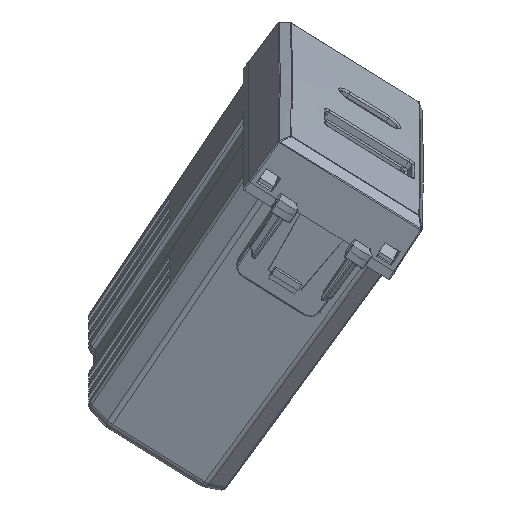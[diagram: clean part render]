
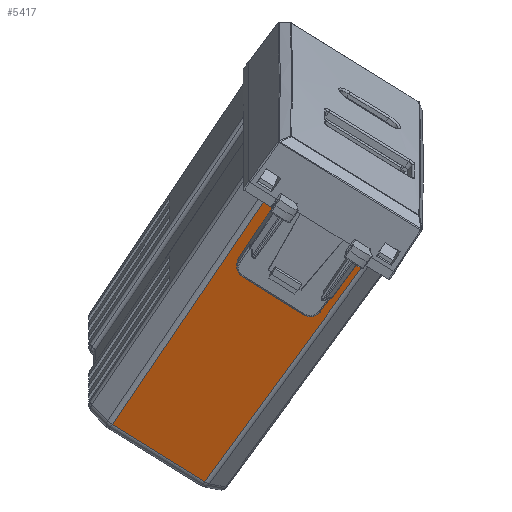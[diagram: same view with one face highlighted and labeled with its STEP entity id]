
A CAD part, front view. The second image highlights one B-rep face of the part: STEP entity #5417.
In plain terms, the highlighted face is planar.
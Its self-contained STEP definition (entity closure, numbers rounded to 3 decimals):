
#2930=CARTESIAN_POINT('Vertex',(7.047,19.863,0.983)) ;
#2933=CARTESIAN_POINT('Line Origine',(7.679,20.494,37.172)) ;
#2937=CARTESIAN_POINT('Vertex',(7.685,20.5,37.5)) ;
#3096=CARTESIAN_POINT('Line Origine',(5.092,20.5,37.5)) ;
#3100=CARTESIAN_POINT('Vertex',(2.5,20.5,37.5)) ;
#5362=CARTESIAN_POINT('Axis2P3D Location',(-11.1,20.5,37.5)) ;
#5367=CARTESIAN_POINT('Line Origine',(-5.093,20.5,37.5)) ;
#5371=CARTESIAN_POINT('Vertex',(-2.5,20.5,37.5)) ;
#5373=CARTESIAN_POINT('Vertex',(-7.685,20.5,37.5)) ;
#5376=CARTESIAN_POINT('Line Origine',(-2.5,20.469,35.75)) ;
#5380=CARTESIAN_POINT('Vertex',(-2.5,20.439,34.)) ;
#5383=CARTESIAN_POINT('Line Origine',(0.,20.439,34.)) ;
#5387=CARTESIAN_POINT('Vertex',(2.5,20.439,34.)) ;
#5390=CARTESIAN_POINT('Line Origine',(2.5,20.469,35.75)) ;
#5395=CARTESIAN_POINT('Line Origine',(0.,19.863,0.983)) ;
#5399=CARTESIAN_POINT('Vertex',(-7.048,19.863,0.983)) ;
#5402=CARTESIAN_POINT('Line Origine',(-7.367,20.181,19.241)) ;
#2934=DIRECTION('Vector Direction',(0.017,0.017,1.)) ;
#3097=DIRECTION('Vector Direction',(-1.,0.,0.)) ;
#5363=DIRECTION('Axis2P3D Direction',(0.,1.,-0.017)) ;
#5364=DIRECTION('Axis2P3D XDirection',(0.,0.017,1.)) ;
#5368=DIRECTION('Vector Direction',(-1.,0.,0.)) ;
#5377=DIRECTION('Vector Direction',(0.,-0.017,-1.)) ;
#5384=DIRECTION('Vector Direction',(1.,0.,0.)) ;
#5391=DIRECTION('Vector Direction',(0.,0.017,1.)) ;
#5396=DIRECTION('Vector Direction',(-1.,0.,0.)) ;
#5403=DIRECTION('Vector Direction',(-0.017,0.017,1.)) ;
#5365=AXIS2_PLACEMENT_3D('Plane Axis2P3D',#5362,#5363,#5364) ;
#5408=ORIENTED_EDGE('',*,*,#5375,.F.) ;
#5409=ORIENTED_EDGE('',*,*,#5382,.T.) ;
#5410=ORIENTED_EDGE('',*,*,#5389,.T.) ;
#5411=ORIENTED_EDGE('',*,*,#5394,.T.) ;
#5412=ORIENTED_EDGE('',*,*,#3102,.F.) ;
#5413=ORIENTED_EDGE('',*,*,#2939,.T.) ;
#5414=ORIENTED_EDGE('',*,*,#5401,.T.) ;
#5415=ORIENTED_EDGE('',*,*,#5406,.T.) ;
#2935=VECTOR('Line Direction',#2934,1.) ;
#3098=VECTOR('Line Direction',#3097,1.) ;
#5369=VECTOR('Line Direction',#5368,1.) ;
#5378=VECTOR('Line Direction',#5377,1.) ;
#5385=VECTOR('Line Direction',#5384,1.) ;
#5392=VECTOR('Line Direction',#5391,1.) ;
#5397=VECTOR('Line Direction',#5396,1.) ;
#5404=VECTOR('Line Direction',#5403,1.) ;
#5417=ADVANCED_FACE('\X2\00C7\X0\\X2\00D0\X0\\X2\00B3\X0\\X2\00FD\X0\-\X2\00C0\X0\\X2\00AD\X0\\X2\00C9\X0\\X2\00EC\X0\18',(#5416),#5366,.T.) ;
#2939=EDGE_CURVE('',#2938,#2931,#2936,.F.) ;
#3102=EDGE_CURVE('',#2938,#3101,#3099,.T.) ;
#5375=EDGE_CURVE('',#5372,#5374,#5370,.T.) ;
#5382=EDGE_CURVE('',#5372,#5381,#5379,.T.) ;
#5389=EDGE_CURVE('',#5381,#5388,#5386,.T.) ;
#5394=EDGE_CURVE('',#5388,#3101,#5393,.T.) ;
#5401=EDGE_CURVE('',#2931,#5400,#5398,.T.) ;
#5406=EDGE_CURVE('',#5400,#5374,#5405,.T.) ;
#5407=EDGE_LOOP('',(#5408,#5409,#5410,#5411,#5412,#5413,#5414,#5415)) ;
#5416=FACE_OUTER_BOUND('',#5407,.T.) ;
#2936=LINE('Line',#2933,#2935) ;
#3099=LINE('Line',#3096,#3098) ;
#5370=LINE('Line',#5367,#5369) ;
#5379=LINE('Line',#5376,#5378) ;
#5386=LINE('Line',#5383,#5385) ;
#5393=LINE('Line',#5390,#5392) ;
#5398=LINE('Line',#5395,#5397) ;
#5405=LINE('Line',#5402,#5404) ;
#5366=PLANE('',#5365) ;
#2931=VERTEX_POINT('',#2930) ;
#2938=VERTEX_POINT('',#2937) ;
#3101=VERTEX_POINT('',#3100) ;
#5372=VERTEX_POINT('',#5371) ;
#5374=VERTEX_POINT('',#5373) ;
#5381=VERTEX_POINT('',#5380) ;
#5388=VERTEX_POINT('',#5387) ;
#5400=VERTEX_POINT('',#5399) ;
